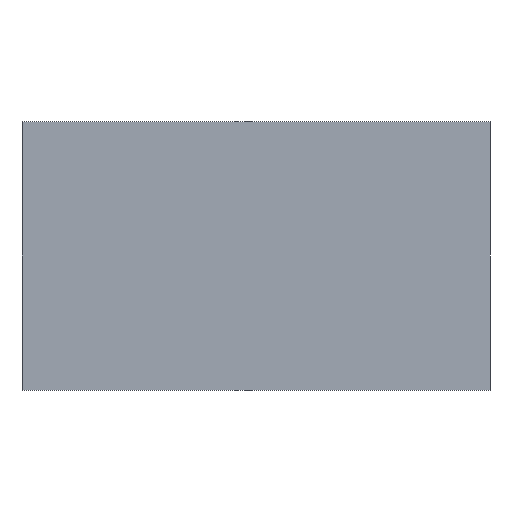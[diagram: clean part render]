
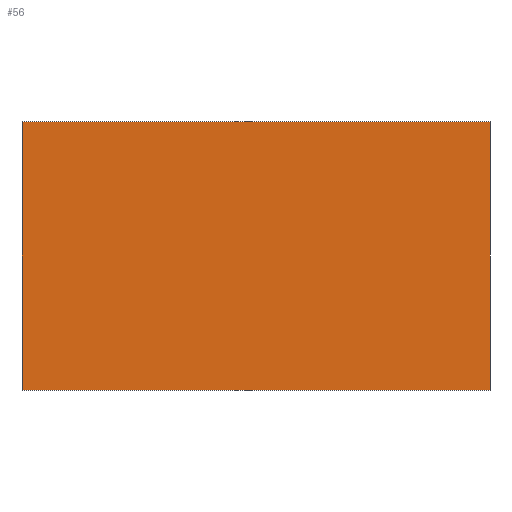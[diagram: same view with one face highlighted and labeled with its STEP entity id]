
A CAD part, front view. The second image highlights one B-rep face of the part: STEP entity #56.
In plain terms, the highlighted planar face has unit normal (0, -1, 0).
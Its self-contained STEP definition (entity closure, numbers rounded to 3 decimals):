
#3 = VECTOR ( 'NONE', #17, 1000. ) ;
#6 = EDGE_CURVE ( 'NONE', #77, #96, #146, .T. ) ;
#10 = VERTEX_POINT ( 'NONE', #134 ) ;
#17 = DIRECTION ( 'NONE',  ( -1., 0., 0. ) ) ;
#25 = ORIENTED_EDGE ( 'NONE', *, *, #6, .F. ) ;
#27 = ORIENTED_EDGE ( 'NONE', *, *, #161, .F. ) ;
#33 = VECTOR ( 'NONE', #148, 1000. ) ;
#52 = DIRECTION ( 'NONE',  ( 0., 0., -1. ) ) ;
#54 = DIRECTION ( 'NONE',  ( 0., -1., 0. ) ) ;
#56 = ADVANCED_FACE ( 'NONE', ( #156 ), #176, .T. ) ;
#65 = CARTESIAN_POINT ( 'NONE',  ( 0., 0., 0. ) ) ;
#68 = VERTEX_POINT ( 'NONE', #179 ) ;
#71 = AXIS2_PLACEMENT_3D ( 'NONE', #65, #54, #52 ) ;
#77 = VERTEX_POINT ( 'NONE', #145 ) ;
#80 = VECTOR ( 'NONE', #119, 1000. ) ;
#82 = EDGE_LOOP ( 'NONE', ( #121, #25, #27, #173 ) ) ;
#96 = VERTEX_POINT ( 'NONE', #202 ) ;
#100 = LINE ( 'NONE', #199, #3 ) ;
#101 = CARTESIAN_POINT ( 'NONE',  ( -401., 0., 230. ) ) ;
#103 = DIRECTION ( 'NONE',  ( 0., 0., -1. ) ) ;
#115 = CARTESIAN_POINT ( 'NONE',  ( 401., 0., 230. ) ) ;
#116 = EDGE_CURVE ( 'NONE', #68, #10, #100, .T. ) ;
#117 = LINE ( 'NONE', #137, #33 ) ;
#119 = DIRECTION ( 'NONE',  ( 1., 0., 0. ) ) ;
#121 = ORIENTED_EDGE ( 'NONE', *, *, #200, .F. ) ;
#134 = CARTESIAN_POINT ( 'NONE',  ( -401., 0., -230. ) ) ;
#135 = LINE ( 'NONE', #115, #154 ) ;
#137 = CARTESIAN_POINT ( 'NONE',  ( -401., 0., 230. ) ) ;
#145 = CARTESIAN_POINT ( 'NONE',  ( -401., 0., 230. ) ) ;
#146 = LINE ( 'NONE', #101, #80 ) ;
#148 = DIRECTION ( 'NONE',  ( 0., 0., 1. ) ) ;
#154 = VECTOR ( 'NONE', #103, 1000. ) ;
#156 = FACE_OUTER_BOUND ( 'NONE', #82, .T. ) ;
#161 = EDGE_CURVE ( 'NONE', #10, #77, #117, .T. ) ;
#173 = ORIENTED_EDGE ( 'NONE', *, *, #116, .F. ) ;
#176 = PLANE ( 'NONE',  #71 ) ;
#179 = CARTESIAN_POINT ( 'NONE',  ( 401., 0., -230. ) ) ;
#199 = CARTESIAN_POINT ( 'NONE',  ( -401., 0., -230. ) ) ;
#200 = EDGE_CURVE ( 'NONE', #96, #68, #135, .T. ) ;
#202 = CARTESIAN_POINT ( 'NONE',  ( 401., 0., 230. ) ) ;
